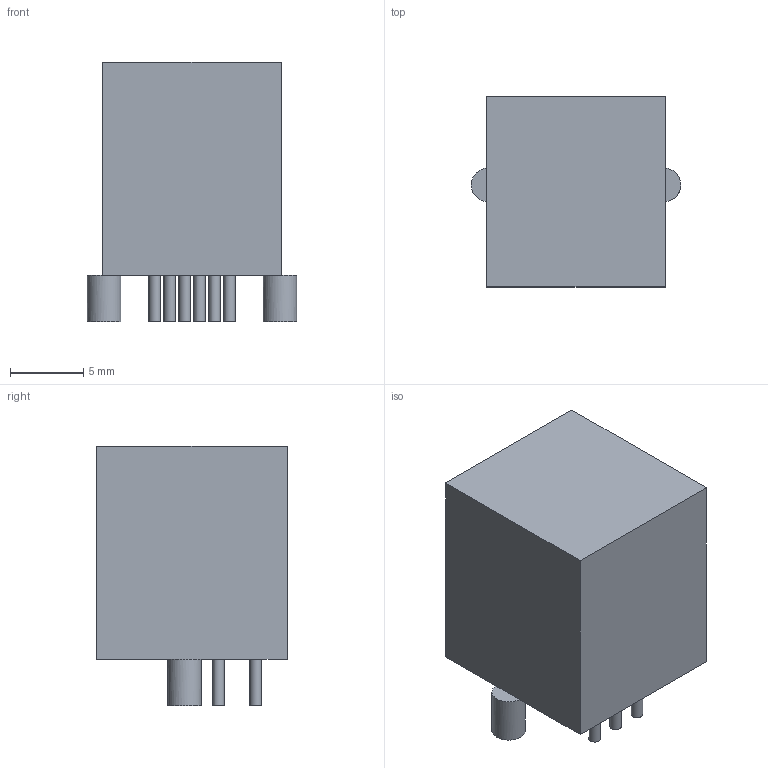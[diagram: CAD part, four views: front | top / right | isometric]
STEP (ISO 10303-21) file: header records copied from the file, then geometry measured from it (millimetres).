
FILE_DESCRIPTION(('FreeCAD Model'),'2;1');
FILE_NAME('Open CASCADE Shape Model','2023-03-05T14:56:08',('Author'),( ''),'Open CASCADE STEP processor 7.5','FreeCAD','Unknown');
FILE_SCHEMA(('AUTOMOTIVE_DESIGN { 1 0 10303 214 1 1 1 1 }'));
Length unit declared in the file: millimetre
Products named in the file (1): Body
Bounding box: 14.3 x 13 x 17.75 mm (x, y, z)
Volume: 1248.6 mm3; surface area: 1544.8 mm2
Topology: 1 solids, 1 shells, 44 faces, 102 edges, 66 vertices
Faces by surface type: plane 36, cylinder 8
Full cylindrical faces by diameter (mm): 0.79 x6, 2.3 x2
Entity records: 2613 total; most frequent: CARTESIAN_POINT 471, DIRECTION 407, LINE 266, VECTOR 266, ORIENTED_EDGE 204, PCURVE 204, DEFINITIONAL_REPRESENTATION 204, EDGE_CURVE 102
